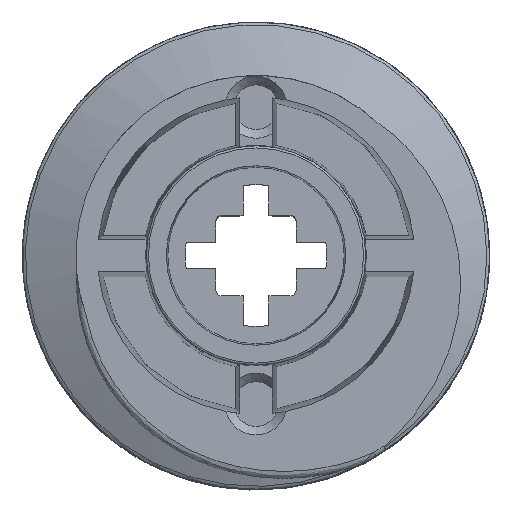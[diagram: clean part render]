
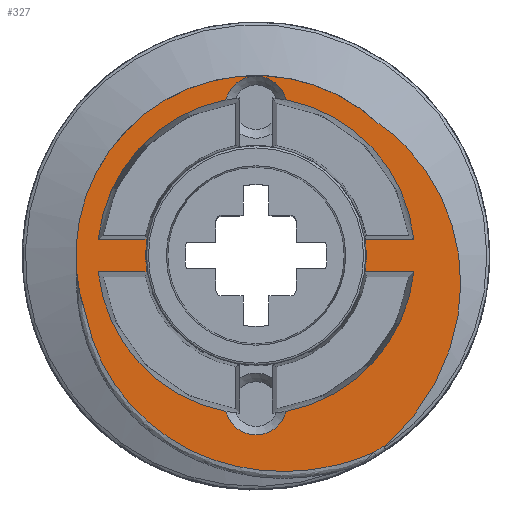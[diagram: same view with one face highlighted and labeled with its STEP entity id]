
A CAD part, top view. The second image highlights one B-rep face of the part: STEP entity #327.
In plain terms, the highlighted planar face has unit normal (0, 0, 1).
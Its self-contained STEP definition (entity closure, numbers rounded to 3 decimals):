
#34=PLANE('',#1705);
#84=LINE('',#6109,#168);
#85=LINE('',#6110,#169);
#86=LINE('',#6112,#170);
#87=LINE('',#6113,#171);
#168=VECTOR('',#1921,1.);
#169=VECTOR('',#1922,1.);
#170=VECTOR('',#1925,1.);
#171=VECTOR('',#1926,1.);
#298=FACE_BOUND('',#530,.T.);
#327=ADVANCED_FACE('',(#298,#439),#34,.T.);
#439=FACE_OUTER_BOUND('',#531,.T.);
#530=EDGE_LOOP('',(#796,#797,#798,#799,#800,#801,#802,#803,#804,#805,#806,
#807));
#531=EDGE_LOOP('',(#808,#809,#810,#811));
#619=CIRCLE('',#1663,7.375);
#622=CIRCLE('',#1667,7.375);
#624=CIRCLE('',#1670,7.375);
#628=CIRCLE('',#1676,5.122);
#632=CIRCLE('',#1684,5.122);
#636=CIRCLE('',#1692,7.375);
#640=CIRCLE('',#1697,10.665);
#643=CIRCLE('',#1703,1.438);
#644=CIRCLE('',#1704,1.438);
#796=ORIENTED_EDGE('',*,*,#1366,.F.);
#797=ORIENTED_EDGE('',*,*,#1431,.T.);
#798=ORIENTED_EDGE('',*,*,#1356,.F.);
#799=ORIENTED_EDGE('',*,*,#1432,.F.);
#800=ORIENTED_EDGE('',*,*,#1380,.T.);
#801=ORIENTED_EDGE('',*,*,#1433,.T.);
#802=ORIENTED_EDGE('',*,*,#1389,.F.);
#803=ORIENTED_EDGE('',*,*,#1434,.T.);
#804=ORIENTED_EDGE('',*,*,#1362,.F.);
#805=ORIENTED_EDGE('',*,*,#1435,.T.);
#806=ORIENTED_EDGE('',*,*,#1372,.T.);
#807=ORIENTED_EDGE('',*,*,#1436,.F.);
#808=ORIENTED_EDGE('',*,*,#1421,.T.);
#809=ORIENTED_EDGE('',*,*,#1405,.T.);
#810=ORIENTED_EDGE('',*,*,#1399,.T.);
#811=ORIENTED_EDGE('',*,*,#1418,.T.);
#1185=VERTEX_POINT('',#2268);
#1190=VERTEX_POINT('',#2283);
#1191=VERTEX_POINT('',#2290);
#1196=VERTEX_POINT('',#2305);
#1200=VERTEX_POINT('',#2320);
#1201=VERTEX_POINT('',#2322);
#1206=VERTEX_POINT('',#2336);
#1207=VERTEX_POINT('',#2338);
#1214=VERTEX_POINT('',#2352);
#1215=VERTEX_POINT('',#2354);
#1223=VERTEX_POINT('',#2377);
#1224=VERTEX_POINT('',#2379);
#1229=VERTEX_POINT('',#2438);
#1232=VERTEX_POINT('',#2891);
#1236=VERTEX_POINT('',#2987);
#1245=VERTEX_POINT('',#4308);
#1356=EDGE_CURVE('',#1190,#1185,#619,.T.);
#1362=EDGE_CURVE('',#1196,#1191,#622,.T.);
#1366=EDGE_CURVE('',#1200,#1201,#624,.T.);
#1372=EDGE_CURVE('',#1207,#1206,#628,.T.);
#1380=EDGE_CURVE('',#1215,#1214,#632,.T.);
#1389=EDGE_CURVE('',#1223,#1224,#636,.T.);
#1399=EDGE_CURVE('',#1229,#1232,#640,.T.);
#1405=EDGE_CURVE('',#1236,#1229,#1618,.T.);
#1418=EDGE_CURVE('',#1232,#1245,#1627,.T.);
#1421=EDGE_CURVE('',#1245,#1236,#1629,.T.);
#1431=EDGE_CURVE('',#1200,#1185,#643,.T.);
#1432=EDGE_CURVE('',#1215,#1190,#84,.T.);
#1433=EDGE_CURVE('',#1214,#1224,#85,.T.);
#1434=EDGE_CURVE('',#1223,#1191,#644,.T.);
#1435=EDGE_CURVE('',#1196,#1207,#86,.T.);
#1436=EDGE_CURVE('',#1201,#1206,#87,.T.);
#1618=B_SPLINE_CURVE_WITH_KNOTS('',3,(#2994,#2995,#2996,#2997,#2998,#2999),
.UNSPECIFIED.,.F.,.F.,(4,2,4),(0.,0.5,1.),.UNSPECIFIED.);
#1627=B_SPLINE_CURVE_WITH_KNOTS('',3,(#4309,#4310,#4311,#4312,#4313,#4314),
.UNSPECIFIED.,.F.,.F.,(4,2,4),(0.,0.5,1.),.UNSPECIFIED.);
#1629=B_SPLINE_CURVE_WITH_KNOTS('',3,(#5009,#5010,#5011,#5012,#5013,#5014,
#5015,#5016,#5017,#5018),.UNSPECIFIED.,.F.,.F.,(4,2,2,2,4),(0.,0.25,0.5,
0.75,1.),.UNSPECIFIED.);
#1663=AXIS2_PLACEMENT_3D('',#2284,#1839,#1840);
#1667=AXIS2_PLACEMENT_3D('',#2306,#1847,#1848);
#1670=AXIS2_PLACEMENT_3D('',#2321,#1853,#1854);
#1676=AXIS2_PLACEMENT_3D('',#2337,#1865,#1866);
#1684=AXIS2_PLACEMENT_3D('',#2353,#1881,#1882);
#1692=AXIS2_PLACEMENT_3D('',#2378,#1897,#1898);
#1697=AXIS2_PLACEMENT_3D('',#2890,#1907,#1908);
#1703=AXIS2_PLACEMENT_3D('',#6108,#1919,#1920);
#1704=AXIS2_PLACEMENT_3D('',#6111,#1923,#1924);
#1705=AXIS2_PLACEMENT_3D('',#6114,#1927,#1928);
#1839=DIRECTION('',(0.,0.,1.));
#1840=DIRECTION('',(1.,0.,0.));
#1847=DIRECTION('',(0.,0.,1.));
#1848=DIRECTION('',(1.,0.,0.));
#1853=DIRECTION('',(0.,0.,1.));
#1854=DIRECTION('',(1.,0.,0.));
#1865=DIRECTION('',(0.,0.,-1.));
#1866=DIRECTION('',(1.,0.,0.));
#1881=DIRECTION('',(0.,0.,-1.));
#1882=DIRECTION('',(1.,0.,0.));
#1897=DIRECTION('',(0.,0.,1.));
#1898=DIRECTION('',(1.,0.,0.));
#1907=DIRECTION('',(0.,0.,1.));
#1908=DIRECTION('',(0.707,-0.707,0.));
#1919=DIRECTION('',(0.,0.,-1.));
#1920=DIRECTION('',(-1.,0.,0.));
#1921=DIRECTION('',(1.,0.,0.));
#1922=DIRECTION('',(1.,0.,0.));
#1923=DIRECTION('',(0.,0.,-1.));
#1924=DIRECTION('',(-1.,0.,0.));
#1925=DIRECTION('',(1.,0.,0.));
#1926=DIRECTION('',(1.,0.,0.));
#1927=DIRECTION('',(0.,0.,1.));
#1928=DIRECTION('',(1.,0.,0.));
#2268=CARTESIAN_POINT('',(1.397,7.242,27.5));
#2283=CARTESIAN_POINT('',(7.337,0.75,27.5));
#2284=CARTESIAN_POINT('',(0.,0.,27.5));
#2290=CARTESIAN_POINT('',(-1.397,-7.242,27.5));
#2305=CARTESIAN_POINT('',(-7.337,-0.75,27.5));
#2306=CARTESIAN_POINT('',(0.,0.,27.5));
#2320=CARTESIAN_POINT('',(-1.397,7.242,27.5));
#2321=CARTESIAN_POINT('',(0.,0.,27.5));
#2322=CARTESIAN_POINT('',(-7.337,0.75,27.5));
#2336=CARTESIAN_POINT('',(-5.067,0.75,27.5));
#2337=CARTESIAN_POINT('',(0.,0.,27.5));
#2338=CARTESIAN_POINT('',(-5.067,-0.75,27.5));
#2352=CARTESIAN_POINT('',(5.067,-0.75,27.5));
#2353=CARTESIAN_POINT('',(0.,0.,27.5));
#2354=CARTESIAN_POINT('',(5.067,0.75,27.5));
#2377=CARTESIAN_POINT('',(1.397,-7.242,27.5));
#2378=CARTESIAN_POINT('',(0.,0.,27.5));
#2379=CARTESIAN_POINT('',(7.337,-0.75,27.5));
#2438=CARTESIAN_POINT('',(5.48,-9.149,27.5));
#2890=CARTESIAN_POINT('',(0.,0.,27.5));
#2891=CARTESIAN_POINT('',(6.175,-8.695,27.5));
#2987=CARTESIAN_POINT('',(-7.901,-2.779,27.5));
#2994=CARTESIAN_POINT('',(-7.901,-2.779,27.5));
#2995=CARTESIAN_POINT('',(-7.38,-5.602,27.5));
#2996=CARTESIAN_POINT('',(-5.348,-8.016,27.5));
#2997=CARTESIAN_POINT('',(-0.203,-10.339,27.5));
#2998=CARTESIAN_POINT('',(2.864,-10.31,27.5));
#2999=CARTESIAN_POINT('',(5.48,-9.149,27.5));
#4308=CARTESIAN_POINT('',(5.719,6.118,27.5));
#4309=CARTESIAN_POINT('',(6.175,-8.695,27.5));
#4310=CARTESIAN_POINT('',(8.258,-6.793,27.5));
#4311=CARTESIAN_POINT('',(9.553,-4.001,27.5));
#4312=CARTESIAN_POINT('',(9.478,1.692,27.5));
#4313=CARTESIAN_POINT('',(8.091,4.506,27.5));
#4314=CARTESIAN_POINT('',(5.719,6.118,27.5));
#5009=CARTESIAN_POINT('',(5.719,6.118,27.5));
#5010=CARTESIAN_POINT('',(4.352,7.396,27.5));
#5011=CARTESIAN_POINT('',(2.56,8.185,27.5));
#5012=CARTESIAN_POINT('',(-1.116,8.503,27.5));
#5013=CARTESIAN_POINT('',(-3.021,8.03,27.5));
#5014=CARTESIAN_POINT('',(-6.137,5.995,27.5));
#5015=CARTESIAN_POINT('',(-7.34,4.438,27.5));
#5016=CARTESIAN_POINT('',(-8.527,0.93,27.5));
#5017=CARTESIAN_POINT('',(-8.522,-1.013,27.5));
#5018=CARTESIAN_POINT('',(-7.901,-2.779,27.5));
#6108=CARTESIAN_POINT('',(0.,6.9,27.5));
#6109=CARTESIAN_POINT('',(-1.919,0.75,27.5));
#6110=CARTESIAN_POINT('',(-1.919,-0.75,27.5));
#6111=CARTESIAN_POINT('',(0.,-6.9,27.5));
#6112=CARTESIAN_POINT('',(-1.919,-0.75,27.5));
#6113=CARTESIAN_POINT('',(-1.919,0.75,27.5));
#6114=CARTESIAN_POINT('',(-14.138,-11.425,27.5));
